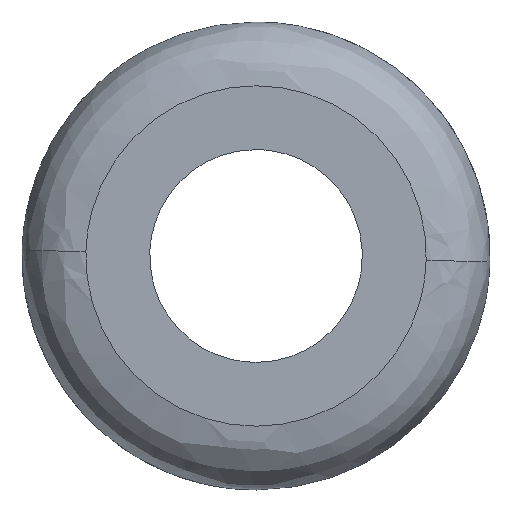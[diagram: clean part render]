
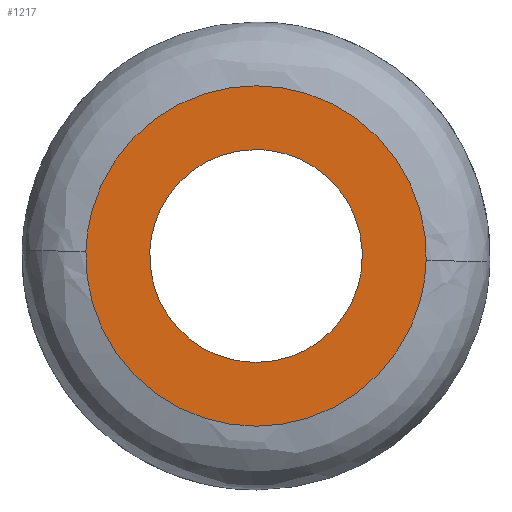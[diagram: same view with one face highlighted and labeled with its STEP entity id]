
A CAD part, front view. The second image highlights one B-rep face of the part: STEP entity #1217.
In plain terms, the highlighted free-form (B-spline) face has degree [1, 1] with [2, 2] control points.
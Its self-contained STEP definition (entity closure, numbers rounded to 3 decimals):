
#85=CARTESIAN_POINT('',(2.483,0.,-0.295));
#86=VERTEX_POINT('',#85);
#92=CARTESIAN_POINT('',(0.0,0.,2.5));
#93=VERTEX_POINT('',#92);
#94=CARTESIAN_POINT('',(2.483,0.,-0.295));
#95=CARTESIAN_POINT('',(2.5,0.,-0.148));
#96=CARTESIAN_POINT('',(2.5,0.,0.));
#97=CARTESIAN_POINT('',(2.5,0.,2.5));
#98=CARTESIAN_POINT('',(0.0,0.,2.5));
#106=(BOUNDED_CURVE()B_SPLINE_CURVE(2,(#94,#95,#96,#97,#98),.UNSPECIFIED.,.F.,.U.)B_SPLINE_CURVE_WITH_KNOTS((3,2,3),(0.23,0.25,0.5),.UNSPECIFIED.)CURVE()GEOMETRIC_REPRESENTATION_ITEM()RATIONAL_B_SPLINE_CURVE((0.956,0.976,1.0,0.707,1.0))REPRESENTATION_ITEM(''));
#107=EDGE_CURVE('',#86,#93,#106,.T.);
#109=CARTESIAN_POINT('',(-2.495,0.,0.153));
#110=VERTEX_POINT('',#109);
#111=CARTESIAN_POINT('',(0.0,0.,2.5));
#112=CARTESIAN_POINT('',(-2.352,0.,2.5));
#113=CARTESIAN_POINT('',(-2.495,0.,0.153));
#121=(BOUNDED_CURVE()B_SPLINE_CURVE(2,(#111,#112,#113),.UNSPECIFIED.,.F.,.U.)B_SPLINE_CURVE_WITH_KNOTS((3,3),(0.5,0.739),.UNSPECIFIED.)CURVE()GEOMETRIC_REPRESENTATION_ITEM()RATIONAL_B_SPLINE_CURVE((1.0,0.72,0.976))REPRESENTATION_ITEM(''));
#122=EDGE_CURVE('',#93,#110,#121,.T.);
#196=CARTESIAN_POINT('',(0.0,0.,-2.5));
#197=VERTEX_POINT('',#196);
#198=CARTESIAN_POINT('',(-2.495,0.,0.153));
#199=CARTESIAN_POINT('',(-2.5,0.,0.076));
#200=CARTESIAN_POINT('',(-2.5,0.,0.));
#201=CARTESIAN_POINT('',(-2.5,0.,-2.5));
#202=CARTESIAN_POINT('',(0.0,0.,-2.5));
#210=(BOUNDED_CURVE()B_SPLINE_CURVE(2,(#198,#199,#200,#201,#202),.UNSPECIFIED.,.F.,.U.)B_SPLINE_CURVE_WITH_KNOTS((3,2,3),(0.739,0.75,1.0),.UNSPECIFIED.)CURVE()GEOMETRIC_REPRESENTATION_ITEM()RATIONAL_B_SPLINE_CURVE((0.976,0.988,1.0,0.707,1.0))REPRESENTATION_ITEM(''));
#211=EDGE_CURVE('',#110,#197,#210,.T.);
#213=CARTESIAN_POINT('',(0.0,0.,-2.5));
#214=CARTESIAN_POINT('',(2.22,0.,-2.5));
#215=CARTESIAN_POINT('',(2.483,0.,-0.295));
#223=(BOUNDED_CURVE()B_SPLINE_CURVE(2,(#213,#214,#215),.UNSPECIFIED.,.F.,.U.)B_SPLINE_CURVE_WITH_KNOTS((3,3),(0.0,0.23),.UNSPECIFIED.)CURVE()GEOMETRIC_REPRESENTATION_ITEM()RATIONAL_B_SPLINE_CURVE((1.0,0.731,0.956))REPRESENTATION_ITEM(''));
#224=EDGE_CURVE('',#197,#86,#223,.T.);
#1022=CARTESIAN_POINT('',(3.999,0.,-0.101));
#1023=VERTEX_POINT('',#1022);
#1037=CARTESIAN_POINT('',(0.0,0.,-4.0));
#1038=VERTEX_POINT('',#1037);
#1039=CARTESIAN_POINT('',(0.0,0.,-4.0));
#1040=CARTESIAN_POINT('',(3.901,0.,-4.));
#1041=CARTESIAN_POINT('',(3.999,0.,-0.101));
#1049=(BOUNDED_CURVE()B_SPLINE_CURVE(2,(#1039,#1040,#1041),.UNSPECIFIED.,.F.,.U.)B_SPLINE_CURVE_WITH_KNOTS((3,3),(0.0,0.246),.UNSPECIFIED.)CURVE()GEOMETRIC_REPRESENTATION_ITEM()RATIONAL_B_SPLINE_CURVE((1.0,0.712,0.99))REPRESENTATION_ITEM(''));
#1050=EDGE_CURVE('',#1038,#1023,#1049,.T.);
#1052=CARTESIAN_POINT('',(-3.999,0.,0.101));
#1053=VERTEX_POINT('',#1052);
#1054=CARTESIAN_POINT('',(-3.999,0.,0.101));
#1055=CARTESIAN_POINT('',(-4.,0.,0.05));
#1056=CARTESIAN_POINT('',(-4.0,0.,0.));
#1057=CARTESIAN_POINT('',(-4.,0.,-4.));
#1058=CARTESIAN_POINT('',(0.0,0.,-4.0));
#1066=(BOUNDED_CURVE()B_SPLINE_CURVE(2,(#1054,#1055,#1056,#1057,#1058),.UNSPECIFIED.,.F.,.U.)B_SPLINE_CURVE_WITH_KNOTS((3,2,3),(0.746,0.75,1.0),.UNSPECIFIED.)CURVE()GEOMETRIC_REPRESENTATION_ITEM()RATIONAL_B_SPLINE_CURVE((0.99,0.995,1.0,0.707,1.0))REPRESENTATION_ITEM(''));
#1067=EDGE_CURVE('',#1053,#1038,#1066,.T.);
#1111=CARTESIAN_POINT('',(0.0,0.,4.0));
#1112=VERTEX_POINT('',#1111);
#1113=CARTESIAN_POINT('',(0.0,0.,4.0));
#1114=CARTESIAN_POINT('',(-3.901,0.,4.0));
#1115=CARTESIAN_POINT('',(-3.999,0.,0.101));
#1123=(BOUNDED_CURVE()B_SPLINE_CURVE(2,(#1113,#1114,#1115),.UNSPECIFIED.,.F.,.U.)B_SPLINE_CURVE_WITH_KNOTS((3,3),(0.5,0.746),.UNSPECIFIED.)CURVE()GEOMETRIC_REPRESENTATION_ITEM()RATIONAL_B_SPLINE_CURVE((1.0,0.712,0.99))REPRESENTATION_ITEM(''));
#1124=EDGE_CURVE('',#1112,#1053,#1123,.T.);
#1126=CARTESIAN_POINT('',(3.999,0.,-0.101));
#1127=CARTESIAN_POINT('',(4.,0.,-0.05));
#1128=CARTESIAN_POINT('',(4.0,0.,0.));
#1129=CARTESIAN_POINT('',(4.,0.,4.));
#1130=CARTESIAN_POINT('',(0.0,0.,4.0));
#1138=(BOUNDED_CURVE()B_SPLINE_CURVE(2,(#1126,#1127,#1128,#1129,#1130),.UNSPECIFIED.,.F.,.U.)B_SPLINE_CURVE_WITH_KNOTS((3,2,3),(0.246,0.25,0.5),.UNSPECIFIED.)CURVE()GEOMETRIC_REPRESENTATION_ITEM()RATIONAL_B_SPLINE_CURVE((0.99,0.995,1.0,0.707,1.0))REPRESENTATION_ITEM(''));
#1139=EDGE_CURVE('',#1023,#1112,#1138,.T.);
#1200=CARTESIAN_POINT('',(-4.398,0.,4.4));
#1201=CARTESIAN_POINT('',(-4.398,0.,-4.4));
#1202=CARTESIAN_POINT('',(4.398,0.,4.4));
#1203=CARTESIAN_POINT('',(4.398,0.,-4.4));
#1204=B_SPLINE_SURFACE_WITH_KNOTS('',1,1,((#1200,#1202),(#1201,#1203)),.UNSPECIFIED.,.F.,.F.,.U.,(2,2),(2,2),(0.0,8.799),(0.0,8.796),.UNSPECIFIED.);
#1205=ORIENTED_EDGE('',*,*,#1050,.T.);
#1206=ORIENTED_EDGE('',*,*,#1139,.T.);
#1207=ORIENTED_EDGE('',*,*,#1124,.T.);
#1208=ORIENTED_EDGE('',*,*,#1067,.T.);
#1209=EDGE_LOOP('',(#1205,#1206,#1207,#1208));
#1210=FACE_OUTER_BOUND('',#1209,.T.);
#1211=ORIENTED_EDGE('',*,*,#122,.F.);
#1212=ORIENTED_EDGE('',*,*,#107,.F.);
#1213=ORIENTED_EDGE('',*,*,#224,.F.);
#1214=ORIENTED_EDGE('',*,*,#211,.F.);
#1215=EDGE_LOOP('',(#1211,#1212,#1213,#1214));
#1216=FACE_BOUND('',#1215,.T.);
#1217=ADVANCED_FACE('',(#1210,#1216),#1204,.T.);
